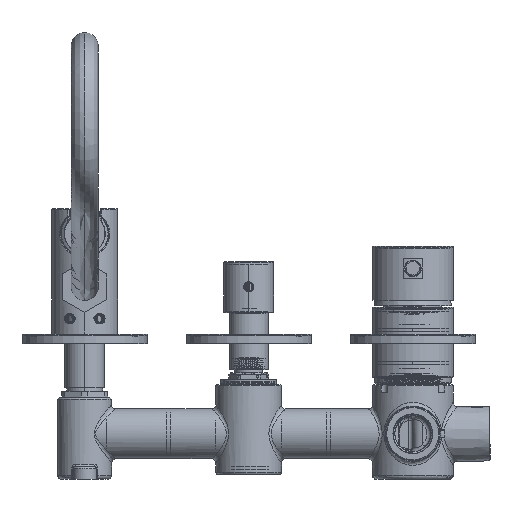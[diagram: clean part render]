
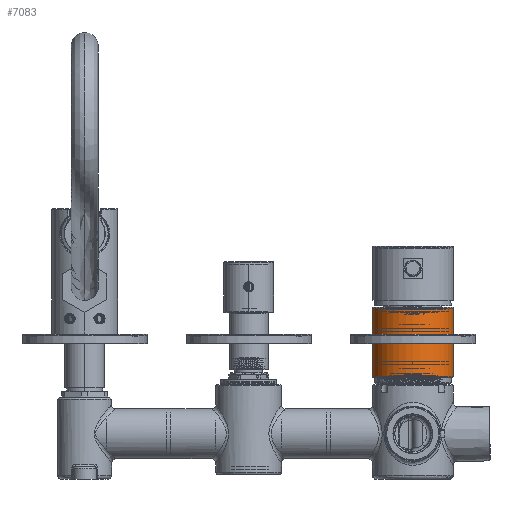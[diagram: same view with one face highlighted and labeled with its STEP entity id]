
A CAD part, top view. The second image highlights one B-rep face of the part: STEP entity #7083.
In plain terms, the highlighted cylindrical face has radius 21 mm (diameter 42 mm), a partial arc.
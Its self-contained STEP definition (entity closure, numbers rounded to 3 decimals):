
#5026=CYLINDRICAL_SURFACE('',#44085,21.);
#7083=ADVANCED_FACE('',(#9762),#5026,.T.);
#9762=FACE_OUTER_BOUND('',#12462,.T.);
#12462=EDGE_LOOP('',(#23310,#23311,#23312,#23313));
#23310=ORIENTED_EDGE('',*,*,#34159,.F.);
#23311=ORIENTED_EDGE('',*,*,#34160,.F.);
#23312=ORIENTED_EDGE('',*,*,#34161,.F.);
#23313=ORIENTED_EDGE('',*,*,#34162,.T.);
#28437=VERTEX_POINT('',#117141);
#28438=VERTEX_POINT('',#117142);
#28439=VERTEX_POINT('',#117144);
#28440=VERTEX_POINT('',#117146);
#34159=EDGE_CURVE('',#28437,#28438,#38604,.T.);
#34160=EDGE_CURVE('',#28439,#28437,#36629,.T.);
#34161=EDGE_CURVE('',#28440,#28439,#38605,.T.);
#34162=EDGE_CURVE('',#28440,#28438,#36630,.T.);
#36629=CIRCLE('',#44083,21.);
#36630=CIRCLE('',#44084,21.);
#38604=LINE('',#117140,#40342);
#38605=LINE('',#117145,#40343);
#40342=VECTOR('',#53171,1.);
#40343=VECTOR('',#53174,1.);
#44083=AXIS2_PLACEMENT_3D('',#117143,#53172,#53173);
#44084=AXIS2_PLACEMENT_3D('',#117147,#53175,#53176);
#44085=AXIS2_PLACEMENT_3D('',#117148,#53177,#53178);
#53171=DIRECTION('',(0.,1.,0.));
#53172=DIRECTION('',(0.,-1.,0.));
#53173=DIRECTION('',(1.,0.,0.));
#53174=DIRECTION('',(0.,-1.,0.));
#53175=DIRECTION('',(0.,-1.,0.));
#53176=DIRECTION('',(1.,0.,0.));
#53177=DIRECTION('',(0.,-1.,0.));
#53178=DIRECTION('',(1.,0.,0.));
#117140=CARTESIAN_POINT('',(64.,-1080.475,0.));
#117141=CARTESIAN_POINT('',(64.,-1080.475,0.));
#117142=CARTESIAN_POINT('',(64.,-1045.075,0.));
#117143=CARTESIAN_POINT('',(85.,-1080.475,0.));
#117144=CARTESIAN_POINT('',(106.,-1080.475,0.));
#117145=CARTESIAN_POINT('',(106.,-1045.075,0.));
#117146=CARTESIAN_POINT('',(106.,-1045.075,0.));
#117147=CARTESIAN_POINT('',(85.,-1045.075,0.));
#117148=CARTESIAN_POINT('',(85.,-1042.66,0.));
